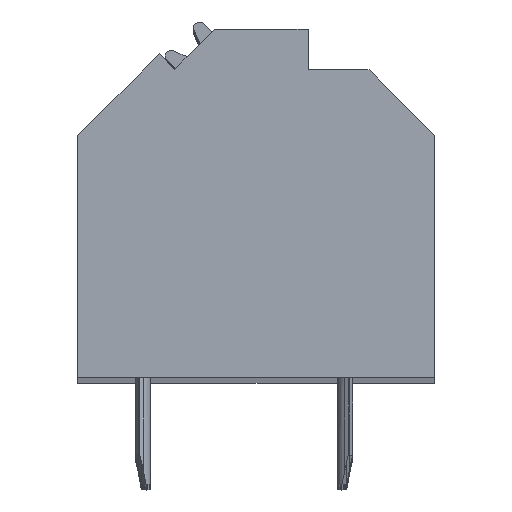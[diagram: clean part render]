
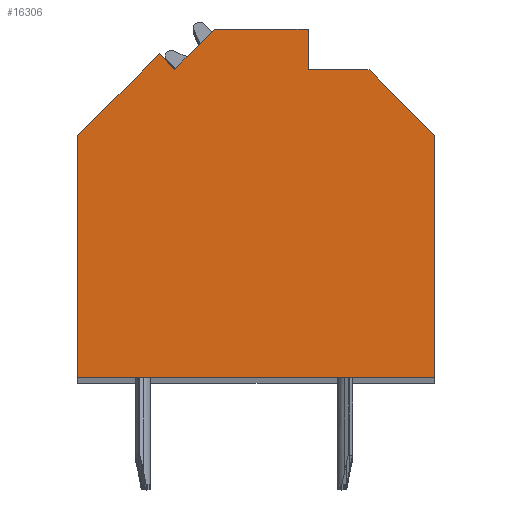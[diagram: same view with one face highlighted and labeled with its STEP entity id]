
A CAD part, top view. The second image highlights one B-rep face of the part: STEP entity #16306.
In plain terms, the highlighted planar face has unit normal (0, 0, 1).
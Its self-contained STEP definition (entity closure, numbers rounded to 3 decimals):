
#1099=DIRECTION('',(-0.707,-0.707,0.));
#1100=VECTOR('',#1099,1.897);
#1101=CARTESIAN_POINT('',(-1.39,5.718,99.925));
#1102=LINE('',#1101,#1100);
#1103=DIRECTION('',(-1.,0.,0.));
#1104=VECTOR('',#1103,3.14);
#1105=CARTESIAN_POINT('',(1.75,5.718,99.925));
#1106=LINE('',#1105,#1104);
#1107=DIRECTION('',(0.,1.,0.));
#1108=VECTOR('',#1107,1.368);
#1109=CARTESIAN_POINT('',(1.75,4.35,99.925));
#1110=LINE('',#1109,#1108);
#1111=DIRECTION('',(-1.,0.,0.));
#1112=VECTOR('',#1111,2.05);
#1113=CARTESIAN_POINT('',(3.8,4.35,99.925));
#1114=LINE('',#1113,#1112);
#1115=DIRECTION('',(-0.707,0.707,0.));
#1116=VECTOR('',#1115,3.111);
#1117=CARTESIAN_POINT('',(6.,2.15,99.925));
#1118=LINE('',#1117,#1116);
#1119=DIRECTION('',(0.,1.,0.));
#1120=VECTOR('',#1119,8.15);
#1121=CARTESIAN_POINT('',(6.,-6.,99.925));
#1122=LINE('',#1121,#1120);
#1123=DIRECTION('',(1.,0.,0.));
#1124=VECTOR('',#1123,12.);
#1125=CARTESIAN_POINT('',(-6.,-6.,99.925));
#1126=LINE('',#1125,#1124);
#1127=DIRECTION('',(0.,-1.,0.));
#1128=VECTOR('',#1127,8.14);
#1129=CARTESIAN_POINT('',(-6.,2.14,99.925));
#1130=LINE('',#1129,#1128);
#1131=DIRECTION('',(-0.707,-0.707,0.));
#1132=VECTOR('',#1131,3.892);
#1133=CARTESIAN_POINT('',(-3.248,4.892,99.925));
#1134=LINE('',#1133,#1132);
#1135=DIRECTION('',(-0.707,0.707,0.));
#1136=VECTOR('',#1135,0.73);
#1137=CARTESIAN_POINT('',(-2.732,4.376,99.925));
#1138=LINE('',#1137,#1136);
#11725=CARTESIAN_POINT('',(-1.39,5.718,99.925));
#11726=CARTESIAN_POINT('',(-2.732,4.376,99.925));
#11727=VERTEX_POINT('',#11725);
#11728=VERTEX_POINT('',#11726);
#11729=CARTESIAN_POINT('',(-3.248,4.892,99.925));
#11730=VERTEX_POINT('',#11729);
#11731=CARTESIAN_POINT('',(-6.,2.14,99.925));
#11732=VERTEX_POINT('',#11731);
#11733=CARTESIAN_POINT('',(-6.,-6.,99.925));
#11734=VERTEX_POINT('',#11733);
#11735=CARTESIAN_POINT('',(6.,-6.,99.925));
#11736=VERTEX_POINT('',#11735);
#11737=CARTESIAN_POINT('',(6.,2.15,99.925));
#11738=VERTEX_POINT('',#11737);
#11739=CARTESIAN_POINT('',(3.8,4.35,99.925));
#11740=VERTEX_POINT('',#11739);
#11741=CARTESIAN_POINT('',(1.75,4.35,99.925));
#11742=VERTEX_POINT('',#11741);
#11743=CARTESIAN_POINT('',(1.75,5.718,99.925));
#11744=VERTEX_POINT('',#11743);
#16282=CARTESIAN_POINT('',(0.,0.,99.925));
#16283=DIRECTION('',(0.,0.,1.));
#16284=DIRECTION('',(1.,0.,0.));
#16285=AXIS2_PLACEMENT_3D('',#16282,#16283,#16284);
#16286=PLANE('',#16285);
#16288=ORIENTED_EDGE('',*,*,#16287,.F.);
#16290=ORIENTED_EDGE('',*,*,#16289,.F.);
#16292=ORIENTED_EDGE('',*,*,#16291,.F.);
#16294=ORIENTED_EDGE('',*,*,#16293,.F.);
#16296=ORIENTED_EDGE('',*,*,#16295,.F.);
#16298=ORIENTED_EDGE('',*,*,#16297,.F.);
#16300=ORIENTED_EDGE('',*,*,#16299,.F.);
#16301=ORIENTED_EDGE('',*,*,#15659,.F.);
#16302=ORIENTED_EDGE('',*,*,#16011,.F.);
#16303=ORIENTED_EDGE('',*,*,#15613,.F.);
#16304=EDGE_LOOP('',(#16288,#16290,#16292,#16294,#16296,#16298,#16300,#16301,
#16302,#16303));
#16305=FACE_OUTER_BOUND('',#16304,.F.);
#15613=EDGE_CURVE('',#11728,#11730,#1138,.T.);
#15659=EDGE_CURVE('',#11732,#11734,#1130,.T.);
#16011=EDGE_CURVE('',#11730,#11732,#1134,.T.);
#16287=EDGE_CURVE('',#11727,#11728,#1102,.T.);
#16289=EDGE_CURVE('',#11744,#11727,#1106,.T.);
#16291=EDGE_CURVE('',#11742,#11744,#1110,.T.);
#16293=EDGE_CURVE('',#11740,#11742,#1114,.T.);
#16295=EDGE_CURVE('',#11738,#11740,#1118,.T.);
#16297=EDGE_CURVE('',#11736,#11738,#1122,.T.);
#16299=EDGE_CURVE('',#11734,#11736,#1126,.T.);
#16306=ADVANCED_FACE('',(#16305),#16286,.T.);
